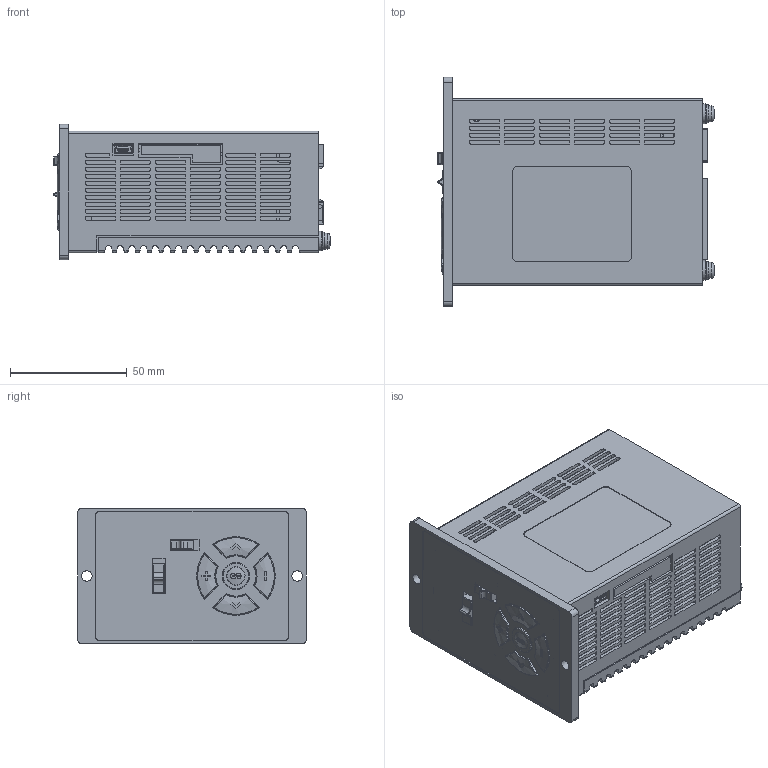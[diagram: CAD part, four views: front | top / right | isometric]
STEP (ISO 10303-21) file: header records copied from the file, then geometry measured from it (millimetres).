
FILE_DESCRIPTION((''),'2;1');
FILE_NAME('GUF (30,60,150W 공용).stp','2019-12-17T13:55:23',('AHN'),(''),'Autodesk Inventor 2009','Autodesk Inventor 2009','');
FILE_SCHEMA(('AUTOMOTIVE_DESIGN { 1 0 10303 214 1 1 1 1 }'));
Length unit declared in the file: millimetre
Products named in the file (30): ESD-30-C (60,120W 공용); M91-DR-000-06-R00; M91-DR-000-05-R00; M91-DR-000-01-R00; PCB1 R04; PCB2 R04; PCB3 R04; 3461CSR; JS202011CQN; PTS645SM43SMTR92 LFS; 5569-06A2; 5569-04A2; ECH250R-13; USB-T06-0074; USB2066-05-RBHM-15-STB-00-00-_1_ASM; ASM0001_ASM; USB2066-05-RBHM-15-STB-00--7384; USB2066-05-RBHM-15-STB-00--3884; USB2066-05-RBHM-15-STB-00-0-384; USB2066-05-RBHM-15-STB-00-00--8; USB2066-05-RBHM-15-STB-00-00--2; _USB2066-05-RBHM-15-STB-00-00-_2; USB2066-05-RBHM-15-STB-00-00-_2; M91-DR-000-02-R00; M91-DR-000-03-R00; M91-DR-000-04-R00; pan cross head_ks_KS 1023 PC- M4 x 6-N; spring lock washer_ks_KS 1324 - M4; plain washer small grade a_iso_Washer ISO 7092 - 4; CPM5
Assembly tree (37 placements, depth 5):
  ESD-30-C (60,120W 공용)
    M91-DR-000-06-R00
    M91-DR-000-05-R00
    M91-DR-000-01-R00
    PCB1 R04
    PCB2 R04
    PCB3 R04
    3461CSR
    JS202011CQN  x2
    PTS645SM43SMTR92 LFS  x5
    5569-06A2
    5569-04A2
    ECH250R-13
    USB-T06-0074
      USB2066-05-RBHM-15-STB-00-00-_1_ASM
        ASM0001_ASM
          USB2066-05-RBHM-15-STB-00--7384
          USB2066-05-RBHM-15-STB-00--3884
          USB2066-05-RBHM-15-STB-00-0-384
          USB2066-05-RBHM-15-STB-00-00--8
          USB2066-05-RBHM-15-STB-00-00--2
          _USB2066-05-RBHM-15-STB-00-00-_2
        USB2066-05-RBHM-15-STB-00-00-_2
    M91-DR-000-02-R00
    M91-DR-000-03-R00
    M91-DR-000-04-R00
    pan cross head_ks_KS 1023 PC- M4 x 6-N  x2
    spring lock washer_ks_KS 1324 - M4  x2
    plain washer small grade a_iso_Washer ISO 7092 - 4  x2
    CPM5
Bounding box: 118.64 x 98 x 58 mm (x, y, z)
Volume: 128039.7 mm3; surface area: 147460.2 mm2
Topology: 33 solids, 34 shells, 3451 faces, 9465 edges, 6180 vertices
Faces by surface type: plane 2387, cylinder 534, bspline 461, cone 38, torus 26, sphere 5
Full cylindrical faces by diameter (mm): 2 x13, 2.007 x5, 2.5 x11, 3.2 x8, 3.3 x2, 3.5 x5, 4 x7, 4.3 x2, 4.5 x2, 6 x4, 8 x2, 8.5 x2, 11.4 x1, 11.8 x1
Entity records: 124210 total; most frequent: CARTESIAN_POINT 40131, ORIENTED_EDGE 18354, DIRECTION 15176, EDGE_CURVE 9185, VECTOR 6884, LINE 6884, VERTEX_POINT 6039, AXIS2_PLACEMENT_3D 4146
